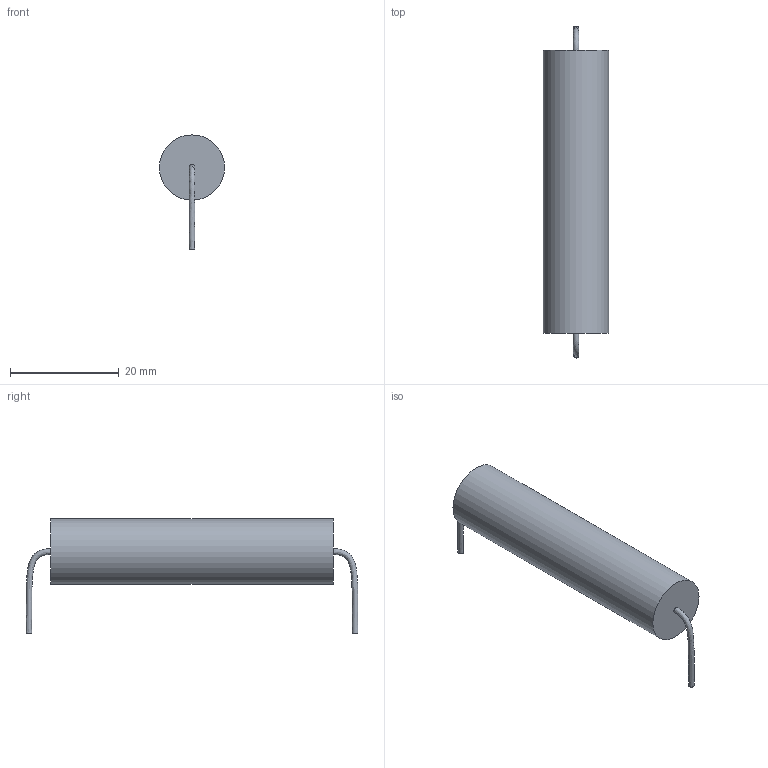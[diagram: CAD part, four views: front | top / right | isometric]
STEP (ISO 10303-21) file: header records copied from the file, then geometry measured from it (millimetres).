
FILE_DESCRIPTION(/* description */ (''),/* implementation_level */ '2;1');
FILE_NAME(/* name */ 'PWWR0016F330RK9 v2.step',/* time_stamp */ '2024-05-31T16:20:46-04:00',/* author */ (''),/* organization */ (''),/* preprocessor_version */ 'ST-DEVELOPER v20',/* originating_system */ 'Autodesk Translation Framework v12.20.1.177',/* authorisation */ '');
FILE_SCHEMA (('AUTOMOTIVE_DESIGN { 1 0 10303 214 3 1 1 }'));
Length unit declared in the file: millimetre
Products named in the file (1): PWWR0016F330RK9
Bounding box: 12 x 61.05 x 21 mm (x, y, z)
Volume: 5910.9 mm3; surface area: 2303.8 mm2
Topology: 3 solids, 3 shells, 9 faces, 9 edges, 6 vertices
Faces by surface type: plane 6, bspline 2, cylinder 1
Full cylindrical faces by diameter (mm): 12 x1
Entity records: 402 total; most frequent: CARTESIAN_POINT 230, DIRECTION 29, ORIENTED_EDGE 18, AXIS2_PLACEMENT_3D 14, FACE_OUTER_BOUND 9, EDGE_LOOP 9, EDGE_CURVE 9, ADVANCED_FACE 9
